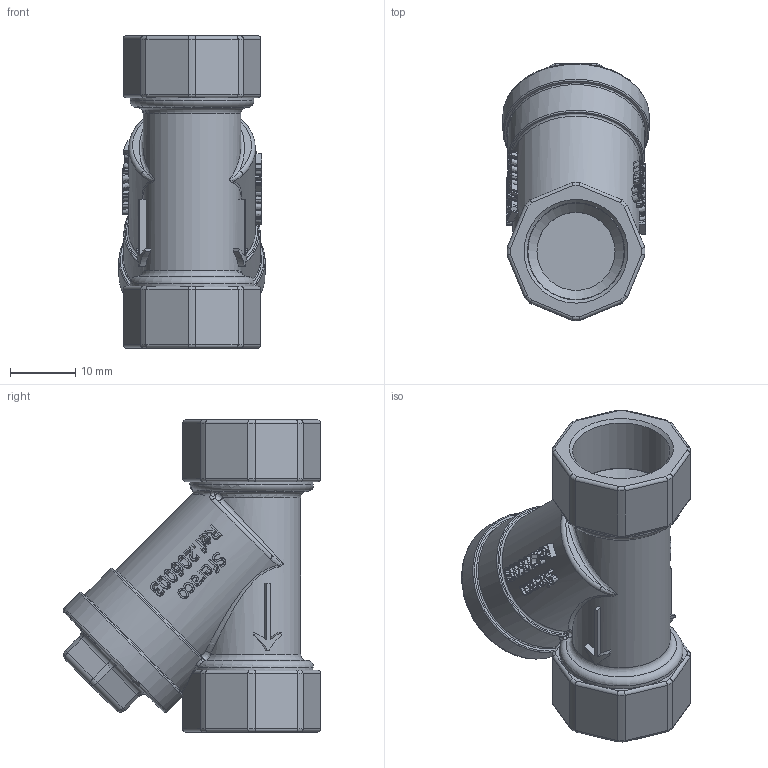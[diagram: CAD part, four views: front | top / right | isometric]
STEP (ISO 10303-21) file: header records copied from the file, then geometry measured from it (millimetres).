
FILE_DESCRIPTION(/* description */ ('206003'),/* implementation_level */ '2;1');
FILE_NAME(/* name */ '206003.stp',/* time_stamp */ '2016-04-14T10:43:37+02:00',/* author */ ('jmorand'),/* organization */ ('Sferaco'),/* preprocessor_version */ 'ST-DEVELOPER v16.1',/* originating_system */ 'Autodesk Inventor 2016',/* authorisation */ '');
FILE_SCHEMA (('AUTOMOTIVE_DESIGN { 1 0 10303 214 3 1 1 }'));
Length unit declared in the file: millimetre
Products named in the file (1): 206003_bd
Bounding box: 22.5 x 39.56 x 48 mm (x, y, z)
Volume: 14257.1 mm3; surface area: 6971.1 mm2
Topology: 1 solids, 1 shells, 842 faces, 2209 edges, 1423 vertices
Faces by surface type: bspline 418, plane 235, cylinder 131, torus 54, cone 4
Full cylindrical faces by diameter (mm): 12 x2, 14.95 x2, 19 x1, 21 x1, 22.5 x1
Entity records: 38528 total; most frequent: CARTESIAN_POINT 19814, ORIENTED_EDGE 4372, DIRECTION 2468, EDGE_CURVE 2186, VERTEX_POINT 1418, B_SPLINE_CURVE_WITH_KNOTS 927, EDGE_LOOP 916, LINE 900
